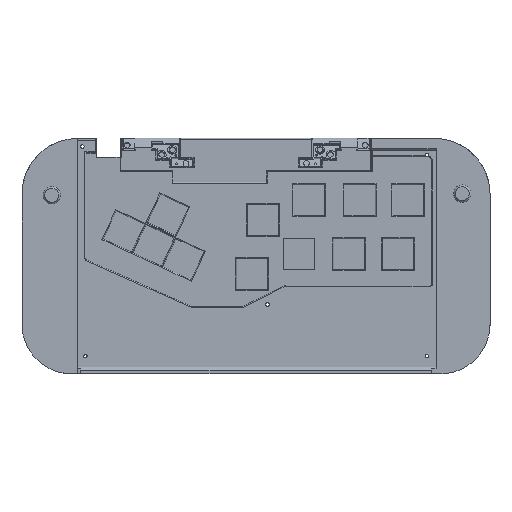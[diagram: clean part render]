
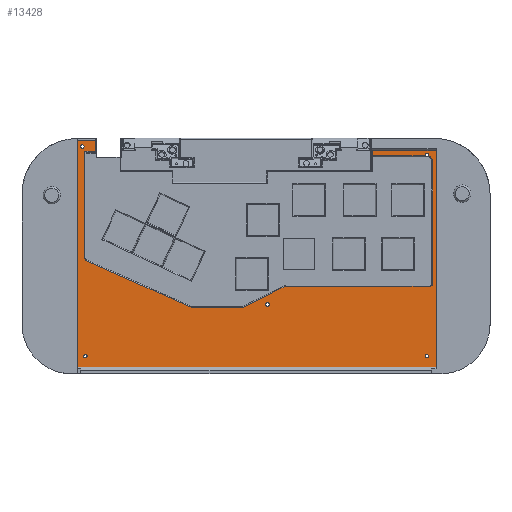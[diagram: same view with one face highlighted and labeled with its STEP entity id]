
A CAD part, top view. The second image highlights one B-rep face of the part: STEP entity #13428.
In plain terms, the highlighted planar face has unit normal (0, 0, 1).
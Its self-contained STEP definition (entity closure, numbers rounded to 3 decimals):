
#7763=CARTESIAN_POINT('',(207.1,2.747,9.));
#7764=VERTEX_POINT('',#7763);
#7773=CARTESIAN_POINT('',(-0.,2.747,9.));
#7774=VERTEX_POINT('',#7773);
#7775=CARTESIAN_POINT('',(-0.,2.747,9.));
#7776=DIRECTION('',(1.,0.,0.));
#7777=VECTOR('',#7776,207.1);
#7778=LINE('',#7775,#7777);
#7779=EDGE_CURVE('',#7774,#7764,#7778,.T.);
#7914=CARTESIAN_POINT('',(170.374,127.7,9.));
#7915=VERTEX_POINT('',#7914);
#7971=CARTESIAN_POINT('',(207.1,127.7,9.));
#7972=VERTEX_POINT('',#7971);
#7986=CARTESIAN_POINT('',(207.1,127.7,9.));
#7987=DIRECTION('',(-1.,-0.,0.));
#7988=VECTOR('',#7987,36.726);
#7989=LINE('',#7986,#7988);
#7990=EDGE_CURVE('',#7972,#7915,#7989,.T.);
#8893=CARTESIAN_POINT('',(10.47,127.2,9.));
#8894=VERTEX_POINT('',#8893);
#8966=CARTESIAN_POINT('',(170.374,124.7,9.));
#8967=VERTEX_POINT('',#8966);
#8975=CARTESIAN_POINT('',(170.374,127.7,9.));
#8976=DIRECTION('',(-0.,-1.,-0.));
#8977=VECTOR('',#8976,3.);
#8978=LINE('',#8975,#8977);
#8979=EDGE_CURVE('',#7915,#8967,#8978,.T.);
#9248=CARTESIAN_POINT('',(120.195,49.38,9.));
#9249=VERTEX_POINT('',#9248);
#9257=CARTESIAN_POINT('',(203.629,49.38,9.));
#9258=VERTEX_POINT('',#9257);
#9259=CARTESIAN_POINT('',(203.629,49.38,9.));
#9260=DIRECTION('',(-1.,0.,0.));
#9261=VECTOR('',#9260,83.434);
#9262=LINE('',#9259,#9261);
#9263=EDGE_CURVE('',#9258,#9249,#9262,.T.);
#9290=CARTESIAN_POINT('',(119.972,49.327,9.));
#9291=VERTEX_POINT('',#9290);
#9299=CARTESIAN_POINT('',(120.195,48.88,9.));
#9300=DIRECTION('',(-0.,-0.,1.));
#9301=DIRECTION('',(-1.,0.,0.));
#9302=AXIS2_PLACEMENT_3D('',#9299,#9300,#9301);
#9303=CIRCLE('',#9302,0.5);
#9304=EDGE_CURVE('',#9249,#9291,#9303,.T.);
#9324=CARTESIAN_POINT('',(95.785,37.235,9.));
#9325=VERTEX_POINT('',#9324);
#9333=CARTESIAN_POINT('',(119.972,49.327,9.));
#9334=DIRECTION('',(-0.894,-0.447,0.));
#9335=VECTOR('',#9334,27.041);
#9336=LINE('',#9333,#9335);
#9337=EDGE_CURVE('',#9291,#9325,#9336,.T.);
#9356=CARTESIAN_POINT('',(95.114,37.077,9.));
#9357=VERTEX_POINT('',#9356);
#9365=CARTESIAN_POINT('',(95.114,38.577,9.));
#9366=DIRECTION('',(0.,0.,-1.));
#9367=DIRECTION('',(-1.,0.,0.));
#9368=AXIS2_PLACEMENT_3D('',#9365,#9366,#9367);
#9369=CIRCLE('',#9368,1.5);
#9370=EDGE_CURVE('',#9325,#9357,#9369,.T.);
#9390=CARTESIAN_POINT('',(66.533,37.077,9.));
#9391=VERTEX_POINT('',#9390);
#9399=CARTESIAN_POINT('',(95.114,37.077,9.));
#9400=DIRECTION('',(-1.,0.,0.));
#9401=VECTOR('',#9400,28.581);
#9402=LINE('',#9399,#9401);
#9403=EDGE_CURVE('',#9357,#9391,#9402,.T.);
#9422=CARTESIAN_POINT('',(65.925,37.206,9.));
#9423=VERTEX_POINT('',#9422);
#9431=CARTESIAN_POINT('',(66.533,38.577,9.));
#9432=DIRECTION('',(0.,0.,-1.));
#9433=DIRECTION('',(-1.,0.,0.));
#9434=AXIS2_PLACEMENT_3D('',#9431,#9432,#9433);
#9435=CIRCLE('',#9434,1.5);
#9436=EDGE_CURVE('',#9391,#9423,#9435,.T.);
#9456=CARTESIAN_POINT('',(5.392,64.06,9.));
#9457=VERTEX_POINT('',#9456);
#9465=CARTESIAN_POINT('',(65.925,37.206,9.));
#9466=DIRECTION('',(-0.914,0.406,0.));
#9467=VECTOR('',#9466,66.223);
#9468=LINE('',#9465,#9467);
#9469=EDGE_CURVE('',#9423,#9457,#9468,.T.);
#9488=CARTESIAN_POINT('',(4.5,65.432,9.));
#9489=VERTEX_POINT('',#9488);
#9497=CARTESIAN_POINT('',(6.,65.432,9.));
#9498=DIRECTION('',(0.,0.,-1.));
#9499=DIRECTION('',(-1.,0.,0.));
#9500=AXIS2_PLACEMENT_3D('',#9497,#9498,#9499);
#9501=CIRCLE('',#9500,1.5);
#9502=EDGE_CURVE('',#9457,#9489,#9501,.T.);
#9522=CARTESIAN_POINT('',(4.5,127.2,9.));
#9523=VERTEX_POINT('',#9522);
#9531=CARTESIAN_POINT('',(4.5,65.432,9.));
#9532=DIRECTION('',(0.,1.,0.));
#9533=VECTOR('',#9532,61.768);
#9534=LINE('',#9531,#9533);
#9535=EDGE_CURVE('',#9489,#9523,#9534,.T.);
#9559=CARTESIAN_POINT('',(4.5,127.2,9.));
#9560=DIRECTION('',(1.,0.,-0.));
#9561=VECTOR('',#9560,5.97);
#9562=LINE('',#9559,#9561);
#9563=EDGE_CURVE('',#9523,#8894,#9562,.T.);
#9574=CARTESIAN_POINT('',(10.47,133.7,9.));
#9575=VERTEX_POINT('',#9574);
#9576=CARTESIAN_POINT('',(10.47,127.2,9.));
#9577=DIRECTION('',(0.,1.,0.));
#9578=VECTOR('',#9577,6.5);
#9579=LINE('',#9576,#9578);
#9580=EDGE_CURVE('',#8894,#9575,#9579,.T.);
#9599=CARTESIAN_POINT('',(200.81,124.7,9.));
#9600=VERTEX_POINT('',#9599);
#9601=CARTESIAN_POINT('',(170.374,124.7,9.));
#9602=DIRECTION('',(1.,0.,-0.));
#9603=VECTOR('',#9602,30.436);
#9604=LINE('',#9601,#9603);
#9605=EDGE_CURVE('',#8967,#9600,#9604,.T.);
#12385=CARTESIAN_POINT('',(4.,130.,9.));
#12386=VERTEX_POINT('',#12385);
#12393=CARTESIAN_POINT('',(2.,130.,9.));
#12394=VERTEX_POINT('',#12393);
#12395=CARTESIAN_POINT('',(3.,130.,9.));
#12396=DIRECTION('',(-0.,-0.,1.));
#12397=DIRECTION('',(-1.,0.,0.));
#12398=AXIS2_PLACEMENT_3D('',#12395,#12396,#12397);
#12399=CIRCLE('',#12398,1.);
#12400=EDGE_CURVE('',#12386,#12394,#12399,.T.);
#12402=CARTESIAN_POINT('',(3.,130.,9.));
#12403=DIRECTION('',(-0.,-0.,1.));
#12404=DIRECTION('',(-1.,0.,0.));
#12405=AXIS2_PLACEMENT_3D('',#12402,#12403,#12404);
#12406=CIRCLE('',#12405,1.);
#12407=EDGE_CURVE('',#12394,#12386,#12406,.T.);
#12430=CARTESIAN_POINT('',(0.,133.7,9.));
#12431=VERTEX_POINT('',#12430);
#12438=CARTESIAN_POINT('',(10.47,133.7,9.));
#12439=DIRECTION('',(-1.,-0.,0.));
#12440=VECTOR('',#12439,10.47);
#12441=LINE('',#12438,#12440);
#12442=EDGE_CURVE('',#9575,#12431,#12441,.T.);
#12475=CARTESIAN_POINT('',(200.746,125.05,9.));
#12476=VERTEX_POINT('',#12475);
#12486=CARTESIAN_POINT('',(201.746,125.05,9.));
#12487=DIRECTION('',(0.,0.,1.));
#12488=DIRECTION('',(-1.,0.,0.));
#12489=AXIS2_PLACEMENT_3D('',#12486,#12487,#12488);
#12490=CIRCLE('',#12489,1.);
#12491=EDGE_CURVE('',#12476,#9600,#12490,.T.);
#12519=CARTESIAN_POINT('',(202.617,124.558,9.));
#12520=VERTEX_POINT('',#12519);
#12537=CARTESIAN_POINT('',(201.746,125.05,9.));
#12538=DIRECTION('',(0.,0.,1.));
#12539=DIRECTION('',(-1.,0.,0.));
#12540=AXIS2_PLACEMENT_3D('',#12537,#12538,#12539);
#12541=CIRCLE('',#12540,1.);
#12542=EDGE_CURVE('',#12520,#12476,#12541,.T.);
#12552=CARTESIAN_POINT('',(200.746,9.05,9.));
#12553=VERTEX_POINT('',#12552);
#12563=CARTESIAN_POINT('',(201.746,9.05,9.));
#12564=DIRECTION('',(-0.,-0.,1.));
#12565=DIRECTION('',(-1.,0.,0.));
#12566=AXIS2_PLACEMENT_3D('',#12563,#12564,#12565);
#12567=CIRCLE('',#12566,1.);
#12568=EDGE_CURVE('',#12553,#12553,#12567,.T.);
#12578=CARTESIAN_POINT('',(3.746,9.05,9.));
#12579=VERTEX_POINT('',#12578);
#12589=CARTESIAN_POINT('',(4.746,9.05,9.));
#12590=DIRECTION('',(-0.,-0.,1.));
#12591=DIRECTION('',(-1.,0.,0.));
#12592=AXIS2_PLACEMENT_3D('',#12589,#12590,#12591);
#12593=CIRCLE('',#12592,1.);
#12594=EDGE_CURVE('',#12579,#12579,#12593,.T.);
#13346=CARTESIAN_POINT('',(0.,0.,9.));
#13347=DIRECTION('',(0.,0.,-1.));
#13348=DIRECTION('',(-1.,0.,0.));
#13349=AXIS2_PLACEMENT_3D('',#13346,#13347,#13348);
#13350=PLANE('',#13349);
#13351=CARTESIAN_POINT('',(108.819,38.986,9.));
#13352=VERTEX_POINT('',#13351);
#13353=CARTESIAN_POINT('',(109.869,38.986,9.));
#13354=DIRECTION('',(-0.,-0.,1.));
#13355=DIRECTION('',(-1.,0.,0.));
#13356=AXIS2_PLACEMENT_3D('',#13353,#13354,#13355);
#13357=CIRCLE('',#13356,1.05);
#13358=EDGE_CURVE('',#13352,#13352,#13357,.T.);
#13359=ORIENTED_EDGE('',*,*,#13358,.F.);
#13360=EDGE_LOOP('',(#13359));
#13361=FACE_BOUND('',#13360,.T.);
#13362=CARTESIAN_POINT('',(205.129,121.2,9.));
#13363=VERTEX_POINT('',#13362);
#13364=CARTESIAN_POINT('',(201.629,121.2,9.));
#13365=DIRECTION('',(0.,0.,-1.));
#13366=DIRECTION('',(-1.,0.,0.));
#13367=AXIS2_PLACEMENT_3D('',#13364,#13365,#13366);
#13368=CIRCLE('',#13367,3.5);
#13369=EDGE_CURVE('',#12520,#13363,#13368,.T.);
#13370=ORIENTED_EDGE('',*,*,#13369,.T.);
#13371=CARTESIAN_POINT('',(205.129,50.88,9.));
#13372=VERTEX_POINT('',#13371);
#13373=CARTESIAN_POINT('',(205.129,50.88,9.));
#13374=DIRECTION('',(0.,1.,0.));
#13375=VECTOR('',#13374,70.32);
#13376=LINE('',#13373,#13375);
#13377=EDGE_CURVE('',#13372,#13363,#13376,.T.);
#13378=ORIENTED_EDGE('',*,*,#13377,.F.);
#13379=CARTESIAN_POINT('',(203.629,50.88,9.));
#13380=DIRECTION('',(0.,0.,-1.));
#13381=DIRECTION('',(-1.,0.,0.));
#13382=AXIS2_PLACEMENT_3D('',#13379,#13380,#13381);
#13383=CIRCLE('',#13382,1.5);
#13384=EDGE_CURVE('',#13372,#9258,#13383,.T.);
#13385=ORIENTED_EDGE('',*,*,#13384,.T.);
#13386=ORIENTED_EDGE('',*,*,#9263,.T.);
#13387=ORIENTED_EDGE('',*,*,#9304,.T.);
#13388=ORIENTED_EDGE('',*,*,#9337,.T.);
#13389=ORIENTED_EDGE('',*,*,#9370,.T.);
#13390=ORIENTED_EDGE('',*,*,#9403,.T.);
#13391=ORIENTED_EDGE('',*,*,#9436,.T.);
#13392=ORIENTED_EDGE('',*,*,#9469,.T.);
#13393=ORIENTED_EDGE('',*,*,#9502,.T.);
#13394=ORIENTED_EDGE('',*,*,#9535,.T.);
#13395=ORIENTED_EDGE('',*,*,#9563,.T.);
#13396=ORIENTED_EDGE('',*,*,#9580,.T.);
#13397=ORIENTED_EDGE('',*,*,#12442,.T.);
#13398=CARTESIAN_POINT('',(-0.,133.7,9.));
#13399=DIRECTION('',(0.,-1.,0.));
#13400=VECTOR('',#13399,130.953);
#13401=LINE('',#13398,#13400);
#13402=EDGE_CURVE('',#12431,#7774,#13401,.T.);
#13403=ORIENTED_EDGE('',*,*,#13402,.T.);
#13404=ORIENTED_EDGE('',*,*,#7779,.T.);
#13405=CARTESIAN_POINT('',(207.1,2.747,9.));
#13406=DIRECTION('',(-0.,1.,0.));
#13407=VECTOR('',#13406,124.953);
#13408=LINE('',#13405,#13407);
#13409=EDGE_CURVE('',#7764,#7972,#13408,.T.);
#13410=ORIENTED_EDGE('',*,*,#13409,.T.);
#13411=ORIENTED_EDGE('',*,*,#7990,.T.);
#13412=ORIENTED_EDGE('',*,*,#8979,.T.);
#13413=ORIENTED_EDGE('',*,*,#9605,.T.);
#13414=ORIENTED_EDGE('',*,*,#12491,.F.);
#13415=ORIENTED_EDGE('',*,*,#12542,.F.);
#13416=EDGE_LOOP('',(#13370,#13378,#13385,#13386,#13387,#13388,#13389,#13390,#13391,#13392,#13393,#13394,#13395,#13396,#13397,#13403,#13404,#13410,#13411,#13412,#13413,#13414,#13415));
#13417=FACE_BOUND('',#13416,.T.);
#13418=ORIENTED_EDGE('',*,*,#12568,.F.);
#13419=EDGE_LOOP('',(#13418));
#13420=FACE_BOUND('',#13419,.T.);
#13421=ORIENTED_EDGE('',*,*,#12594,.F.);
#13422=EDGE_LOOP('',(#13421));
#13423=FACE_BOUND('',#13422,.T.);
#13424=ORIENTED_EDGE('',*,*,#12400,.F.);
#13425=ORIENTED_EDGE('',*,*,#12407,.F.);
#13426=EDGE_LOOP('',(#13424,#13425));
#13427=FACE_BOUND('',#13426,.T.);
#13428=ADVANCED_FACE('',(#13361,#13417,#13420,#13423,#13427),#13350,.F.);
